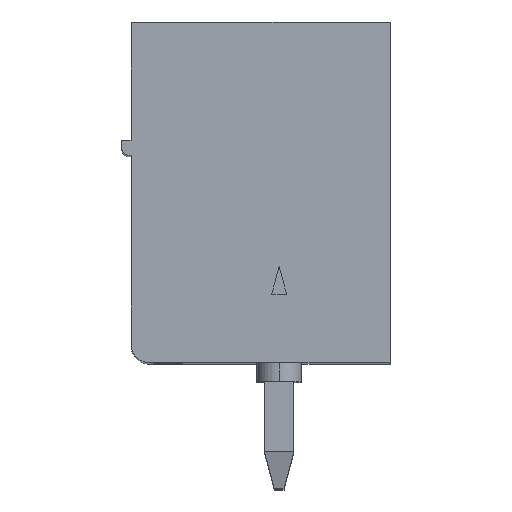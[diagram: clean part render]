
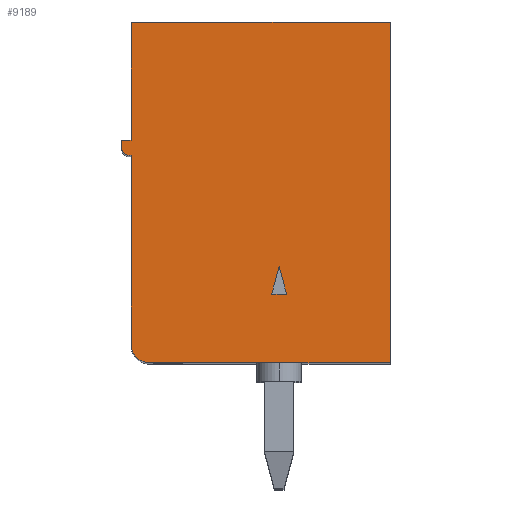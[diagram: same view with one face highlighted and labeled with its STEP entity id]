
A CAD part, top view. The second image highlights one B-rep face of the part: STEP entity #9189.
In plain terms, the highlighted planar face has unit normal (0, 0, 1).
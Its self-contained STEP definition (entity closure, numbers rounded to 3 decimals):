
#86 = CARTESIAN_POINT ( 'NONE',  ( 1.85, 2.799, 2.6 ) ) ;
#292 = EDGE_CURVE ( 'NONE', #13499, #13389, #16698, .T. ) ;
#516 = EDGE_CURVE ( 'NONE', #18283, #2427, #12809, .T. ) ;
#797 = ORIENTED_EDGE ( 'NONE', *, *, #3158, .F. ) ;
#884 = CIRCLE ( 'NONE', #5422, 0.5 ) ;
#948 = ORIENTED_EDGE ( 'NONE', *, *, #1270, .F. ) ;
#985 = EDGE_CURVE ( 'NONE', #18408, #4886, #1421, .T. ) ;
#1184 = ORIENTED_EDGE ( 'NONE', *, *, #8542, .T. ) ;
#1252 = VECTOR ( 'NONE', #13103, 1000. ) ;
#1270 = EDGE_CURVE ( 'NONE', #11415, #13499, #13906, .T. ) ;
#1313 = CARTESIAN_POINT ( 'NONE',  ( 5.8, 7.25, 2.6 ) ) ;
#1345 = LINE ( 'NONE', #9373, #16303 ) ;
#1421 = LINE ( 'NONE', #16868, #12506 ) ;
#2234 = LINE ( 'NONE', #4965, #5637 ) ;
#2305 = VECTOR ( 'NONE', #13183, 1000. ) ;
#2414 = VECTOR ( 'NONE', #16178, 1000. ) ;
#2427 = VERTEX_POINT ( 'NONE', #9669 ) ;
#2490 = CARTESIAN_POINT ( 'NONE',  ( 6., 7.25, 2.6 ) ) ;
#2492 = CARTESIAN_POINT ( 'NONE',  ( 5.8, 7.25, 2.6 ) ) ;
#2511 = DIRECTION ( 'NONE',  ( -1., 0., 0. ) ) ;
#2694 = CARTESIAN_POINT ( 'NONE',  ( 9.2, 0., 2.6 ) ) ;
#2730 = AXIS2_PLACEMENT_3D ( 'NONE', #12032, #3346, #13529 ) ;
#2733 = LINE ( 'NONE', #12186, #17709 ) ;
#2992 = CARTESIAN_POINT ( 'NONE',  ( 6., 7., 2.6 ) ) ;
#3037 = CARTESIAN_POINT ( 'NONE',  ( 6., 7., 2.6 ) ) ;
#3158 = EDGE_CURVE ( 'NONE', #18283, #10096, #2733, .T. ) ;
#3225 = CARTESIAN_POINT ( 'NONE',  ( 9.1, 6.9, 2.6 ) ) ;
#3345 = DIRECTION ( 'NONE',  ( 1., 0., 0. ) ) ;
#3346 = DIRECTION ( 'NONE',  ( 0., 0., 1. ) ) ;
#3581 = CARTESIAN_POINT ( 'NONE',  ( 5.6, 7., 2.6 ) ) ;
#3834 = CARTESIAN_POINT ( 'NONE',  ( 0.5, 7., 2.6 ) ) ;
#4032 = CARTESIAN_POINT ( 'NONE',  ( 2.6, 3., 2.6 ) ) ;
#4060 = ORIENTED_EDGE ( 'NONE', *, *, #292, .F. ) ;
#4261 = CARTESIAN_POINT ( 'NONE',  ( 9.2, 0., 2.6 ) ) ;
#4465 = CARTESIAN_POINT ( 'NONE',  ( 5.6, 7., 2.6 ) ) ;
#4498 = EDGE_CURVE ( 'NONE', #11415, #17587, #8901, .T. ) ;
#4554 = CARTESIAN_POINT ( 'NONE',  ( 2.6, 3., 2.6 ) ) ;
#4669 = DIRECTION ( 'NONE',  ( 1., 0., 0. ) ) ;
#4731 = PLANE ( 'NONE',  #2730 ) ;
#4752 = ORIENTED_EDGE ( 'NONE', *, *, #985, .T. ) ;
#4886 = VERTEX_POINT ( 'NONE', #13792 ) ;
#4965 = CARTESIAN_POINT ( 'NONE',  ( 0., 0., 2.6 ) ) ;
#5422 = AXIS2_PLACEMENT_3D ( 'NONE', #7194, #17380, #8650 ) ;
#5637 = VECTOR ( 'NONE', #6436, 1000. ) ;
#5965 = LINE ( 'NONE', #16803, #17098 ) ;
#6436 = DIRECTION ( 'NONE',  ( 0., -1., 0. ) ) ;
#7040 = CARTESIAN_POINT ( 'NONE',  ( 0., 7., 2.6 ) ) ;
#7175 = CARTESIAN_POINT ( 'NONE',  ( 0., 6.5, 2.6 ) ) ;
#7194 = CARTESIAN_POINT ( 'NONE',  ( 0.5, 6.5, 2.6 ) ) ;
#7272 = VECTOR ( 'NONE', #14610, 1000. ) ;
#7727 = VECTOR ( 'NONE', #9703, 1000. ) ;
#7794 = EDGE_CURVE ( 'NONE', #13419, #10096, #2234, .T. ) ;
#7811 = DIRECTION ( 'NONE',  ( 0., 1., 0. ) ) ;
#8049 = EDGE_LOOP ( 'NONE', ( #17758, #1184, #4752 ) ) ;
#8263 = ORIENTED_EDGE ( 'NONE', *, *, #516, .T. ) ;
#8442 = VECTOR ( 'NONE', #2511, 1000. ) ;
#8542 = EDGE_CURVE ( 'NONE', #11654, #18408, #13545, .T. ) ;
#8650 = DIRECTION ( 'NONE',  ( 1., 0., 0. ) ) ;
#8901 = LINE ( 'NONE', #7040, #8442 ) ;
#9088 = EDGE_LOOP ( 'NONE', ( #12766, #12805, #9375, #797, #8263, #11203, #12170, #12933, #14761, #4060, #948 ) ) ;
#9189 = ADVANCED_FACE ( 'NONE', ( #16442, #15096 ), #4731, .T. ) ;
#9271 = DIRECTION ( 'NONE',  ( -1., 0., 0. ) ) ;
#9309 = EDGE_CURVE ( 'NONE', #11323, #15345, #5965, .T. ) ;
#9373 = CARTESIAN_POINT ( 'NONE',  ( 1.85, 3.201, 2.6 ) ) ;
#9375 = ORIENTED_EDGE ( 'NONE', *, *, #7794, .T. ) ;
#9669 = CARTESIAN_POINT ( 'NONE',  ( 9.2, 6.9, 2.6 ) ) ;
#9703 = DIRECTION ( 'NONE',  ( 1., 0., 0. ) ) ;
#10096 = VERTEX_POINT ( 'NONE', #17218 ) ;
#10169 = CARTESIAN_POINT ( 'NONE',  ( 5.6, 7.05, 2.6 ) ) ;
#10318 = EDGE_CURVE ( 'NONE', #13389, #13784, #13687, .T. ) ;
#10583 = EDGE_CURVE ( 'NONE', #13784, #15345, #11130, .T. ) ;
#10872 = CIRCLE ( 'NONE', #18088, 0.1 ) ;
#10965 = EDGE_CURVE ( 'NONE', #13419, #17587, #884, .T. ) ;
#11130 = LINE ( 'NONE', #2992, #7272 ) ;
#11203 = ORIENTED_EDGE ( 'NONE', *, *, #14014, .F. ) ;
#11323 = VERTEX_POINT ( 'NONE', #14341 ) ;
#11415 = VERTEX_POINT ( 'NONE', #3581 ) ;
#11654 = VERTEX_POINT ( 'NONE', #4032 ) ;
#12026 = DIRECTION ( 'NONE',  ( 0., 0., -1. ) ) ;
#12032 = CARTESIAN_POINT ( 'NONE',  ( 0., 0., 2.6 ) ) ;
#12170 = ORIENTED_EDGE ( 'NONE', *, *, #9309, .T. ) ;
#12186 = CARTESIAN_POINT ( 'NONE',  ( 3.1, 0., 2.6 ) ) ;
#12506 = VECTOR ( 'NONE', #7811, 1000. ) ;
#12766 = ORIENTED_EDGE ( 'NONE', *, *, #4498, .T. ) ;
#12805 = ORIENTED_EDGE ( 'NONE', *, *, #10965, .F. ) ;
#12809 = LINE ( 'NONE', #4261, #1252 ) ;
#12933 = ORIENTED_EDGE ( 'NONE', *, *, #10583, .F. ) ;
#13103 = DIRECTION ( 'NONE',  ( 0., 1., 0. ) ) ;
#13183 = DIRECTION ( 'NONE',  ( 0., 1., 0. ) ) ;
#13389 = VERTEX_POINT ( 'NONE', #1313 ) ;
#13403 = DIRECTION ( 'NONE',  ( 0., 0., -1. ) ) ;
#13419 = VERTEX_POINT ( 'NONE', #7175 ) ;
#13499 = VERTEX_POINT ( 'NONE', #10169 ) ;
#13529 = DIRECTION ( 'NONE',  ( 1., 0., 0. ) ) ;
#13545 = LINE ( 'NONE', #4554, #2414 ) ;
#13687 = LINE ( 'NONE', #2492, #7727 ) ;
#13784 = VERTEX_POINT ( 'NONE', #2490 ) ;
#13792 = CARTESIAN_POINT ( 'NONE',  ( 1.85, 3.201, 2.6 ) ) ;
#13906 = LINE ( 'NONE', #4465, #2305 ) ;
#14014 = EDGE_CURVE ( 'NONE', #11323, #2427, #10872, .T. ) ;
#14341 = CARTESIAN_POINT ( 'NONE',  ( 9.1, 7., 2.6 ) ) ;
#14610 = DIRECTION ( 'NONE',  ( 0., -1., 0. ) ) ;
#14761 = ORIENTED_EDGE ( 'NONE', *, *, #10318, .F. ) ;
#15096 = FACE_OUTER_BOUND ( 'NONE', #9088, .T. ) ;
#15345 = VERTEX_POINT ( 'NONE', #3037 ) ;
#16178 = DIRECTION ( 'NONE',  ( -0.966, -0.259, 0. ) ) ;
#16303 = VECTOR ( 'NONE', #18131, 1000. ) ;
#16361 = CARTESIAN_POINT ( 'NONE',  ( 5.8, 7.05, 2.6 ) ) ;
#16375 = AXIS2_PLACEMENT_3D ( 'NONE', #16361, #12026, #3345 ) ;
#16442 = FACE_BOUND ( 'NONE', #8049, .T. ) ;
#16698 = CIRCLE ( 'NONE', #16375, 0.2 ) ;
#16803 = CARTESIAN_POINT ( 'NONE',  ( 0., 7., 2.6 ) ) ;
#16868 = CARTESIAN_POINT ( 'NONE',  ( 1.85, 0., 2.6 ) ) ;
#17098 = VECTOR ( 'NONE', #18254, 1000. ) ;
#17218 = CARTESIAN_POINT ( 'NONE',  ( 0., 0., 2.6 ) ) ;
#17380 = DIRECTION ( 'NONE',  ( 0., 0., -1. ) ) ;
#17587 = VERTEX_POINT ( 'NONE', #3834 ) ;
#17709 = VECTOR ( 'NONE', #9271, 1000. ) ;
#17758 = ORIENTED_EDGE ( 'NONE', *, *, #18694, .T. ) ;
#18088 = AXIS2_PLACEMENT_3D ( 'NONE', #3225, #13403, #4669 ) ;
#18131 = DIRECTION ( 'NONE',  ( 0.966, -0.259, 0. ) ) ;
#18254 = DIRECTION ( 'NONE',  ( -1., 0., 0. ) ) ;
#18283 = VERTEX_POINT ( 'NONE', #2694 ) ;
#18408 = VERTEX_POINT ( 'NONE', #86 ) ;
#18694 = EDGE_CURVE ( 'NONE', #4886, #11654, #1345, .T. ) ;
